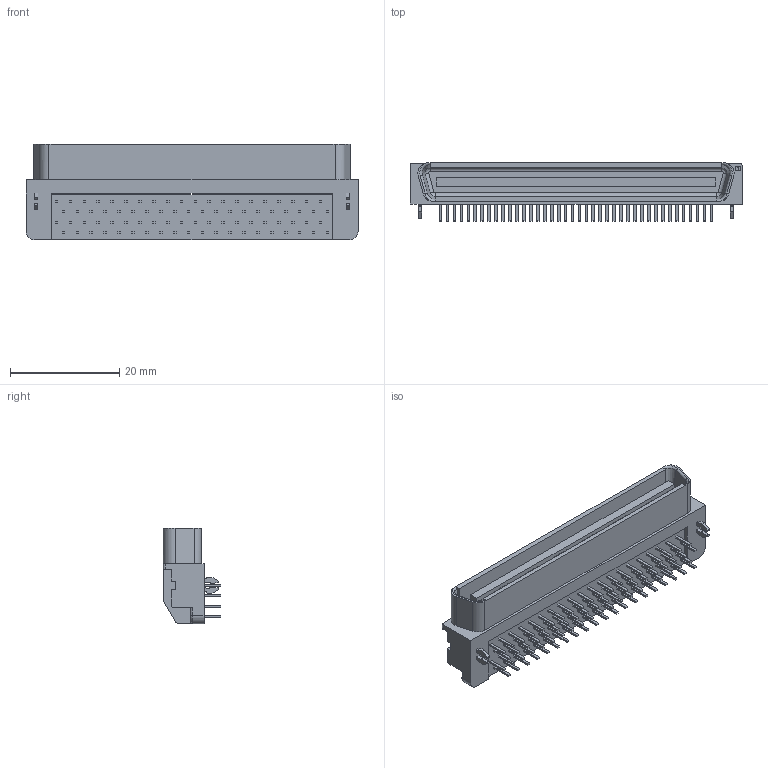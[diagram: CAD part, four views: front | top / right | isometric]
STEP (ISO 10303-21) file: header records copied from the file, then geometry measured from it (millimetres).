
FILE_DESCRIPTION((''),'2;1');
FILE_NAME('C-1734099-8','2017-08-29T',('workeradm'),('Tyco Electronics Ltd.'),'CREO PARAMETRIC BY PTC INC, 2016050','CREO PARAMETRIC BY PTC INC, 2016050','');
FILE_SCHEMA(('AUTOMOTIVE_DESIGN { 1 0 10303 214 1 1 1 1 }'));
Length unit declared in the file: millimetre
Products named in the file (1): C-1734099-8
Bounding box: 60.73 x 10.6 x 17.46 mm (x, y, z)
Volume: 3395 mm3; surface area: 6044.5 mm2
Topology: 1 solids, 1 shells, 1573 faces, 4194 edges, 2788 vertices
Faces by surface type: plane 1359, cylinder 200, torus 6, cone 4, bspline 4
Entity records: 48834 total; most frequent: CARTESIAN_POINT 8649, ORIENTED_EDGE 8388, DIRECTION 7742, EDGE_CURVE 4194, VECTOR 3768, LINE 3768, VERTEX_POINT 2788, AXIS2_PLACEMENT_3D 1987
